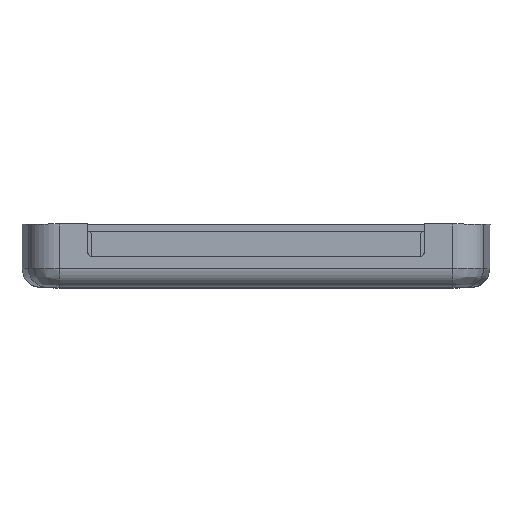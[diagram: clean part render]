
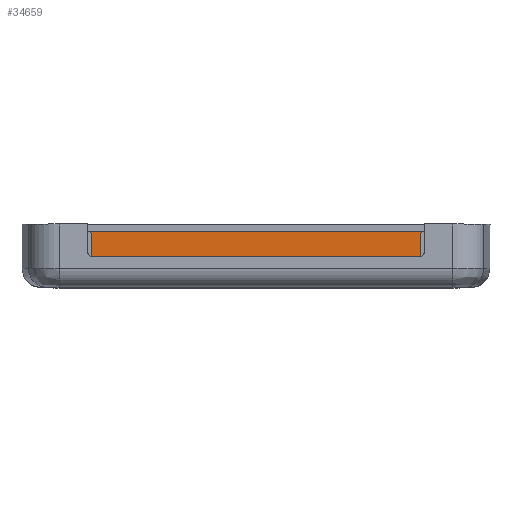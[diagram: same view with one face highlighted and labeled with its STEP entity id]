
A CAD part, top view. The second image highlights one B-rep face of the part: STEP entity #34659.
In plain terms, the highlighted planar face has unit normal (0, 0, 1).
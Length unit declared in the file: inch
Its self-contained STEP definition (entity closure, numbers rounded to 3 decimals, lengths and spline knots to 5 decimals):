
#441 = DIRECTION ( 'NONE',  ( 1., 0., 0. ) ) ;
#474 = VERTEX_POINT ( 'NONE', #36442 ) ;
#664 = DIRECTION ( 'NONE',  ( 1., 0., 0. ) ) ;
#891 = EDGE_CURVE ( 'NONE', #22354, #18823, #34970, .T. ) ;
#1411 = CARTESIAN_POINT ( 'NONE',  ( 1.431, 0.15, -2.0125 ) ) ;
#2776 = CARTESIAN_POINT ( 'NONE',  ( 0., 0.15, -2.0125 ) ) ;
#2828 = VERTEX_POINT ( 'NONE', #23419 ) ;
#2840 = LINE ( 'NONE', #27088, #25412 ) ;
#3026 = VECTOR ( 'NONE', #3426, 39.37008 ) ;
#3426 = DIRECTION ( 'NONE',  ( 0., -1., 0. ) ) ;
#3695 = CARTESIAN_POINT ( 'NONE',  ( -1.431, 0.25, -2.0125 ) ) ;
#3707 = VECTOR ( 'NONE', #8590, 39.37008 ) ;
#3991 = LINE ( 'NONE', #35559, #3026 ) ;
#4306 = EDGE_LOOP ( 'NONE', ( #6349, #34403, #19743, #23078, #23919, #33837, #23155, #6730, #21715, #32952, #14303, #24929 ) ) ;
#4328 = VERTEX_POINT ( 'NONE', #1411 ) ;
#4409 = VECTOR ( 'NONE', #664, 39.37008 ) ;
#4738 = CARTESIAN_POINT ( 'NONE',  ( -1.381, 0.4, -2.0125 ) ) ;
#4739 = VERTEX_POINT ( 'NONE', #13358 ) ;
#4964 = CARTESIAN_POINT ( 'NONE',  ( 0., 0.4, -2.0125 ) ) ;
#5407 = CARTESIAN_POINT ( 'NONE',  ( -1.55823, 0.15, -2.0125 ) ) ;
#6332 = VERTEX_POINT ( 'NONE', #34055 ) ;
#6349 = ORIENTED_EDGE ( 'NONE', *, *, #891, .T. ) ;
#6730 = ORIENTED_EDGE ( 'NONE', *, *, #30091, .T. ) ;
#7647 = LINE ( 'NONE', #4964, #30202 ) ;
#8590 = DIRECTION ( 'NONE',  ( 0., 1., 0. ) ) ;
#11296 = CARTESIAN_POINT ( 'NONE',  ( 0., 0.15, -2.0125 ) ) ;
#11311 = DIRECTION ( 'NONE',  ( 0., 1., 0. ) ) ;
#11329 = VECTOR ( 'NONE', #21851, 39.37008 ) ;
#11503 = VERTEX_POINT ( 'NONE', #5407 ) ;
#11718 = VERTEX_POINT ( 'NONE', #32758 ) ;
#12215 = LINE ( 'NONE', #30010, #4409 ) ;
#12390 = LINE ( 'NONE', #32267, #33064 ) ;
#12966 = EDGE_CURVE ( 'NONE', #4739, #32069, #16426, .T. ) ;
#13176 = DIRECTION ( 'NONE',  ( 1., 0., 0. ) ) ;
#13358 = CARTESIAN_POINT ( 'NONE',  ( -1.55823, 0.45, -2.0125 ) ) ;
#14303 = ORIENTED_EDGE ( 'NONE', *, *, #29714, .T. ) ;
#14613 = DIRECTION ( 'NONE',  ( 1., 0., 0. ) ) ;
#14633 = CARTESIAN_POINT ( 'NONE',  ( -1.431, 0.4, -2.0125 ) ) ;
#15105 = LINE ( 'NONE', #11296, #22050 ) ;
#15384 = DIRECTION ( 'NONE',  ( 0., 1., 0. ) ) ;
#16426 = LINE ( 'NONE', #29903, #31149 ) ;
#17730 = EDGE_CURVE ( 'NONE', #2828, #474, #28092, .T. ) ;
#17835 = VECTOR ( 'NONE', #11311, 39.37008 ) ;
#17976 = CARTESIAN_POINT ( 'NONE',  ( 1.431, 0.4, -2.0125 ) ) ;
#18823 = VERTEX_POINT ( 'NONE', #14633 ) ;
#18861 = CARTESIAN_POINT ( 'NONE',  ( 0., 0.3, -2.0125 ) ) ;
#19743 = ORIENTED_EDGE ( 'NONE', *, *, #30541, .F. ) ;
#20608 = DIRECTION ( 'NONE',  ( 0., -1., 0. ) ) ;
#20644 = FACE_OUTER_BOUND ( 'NONE', #4306, .T. ) ;
#21715 = ORIENTED_EDGE ( 'NONE', *, *, #37831, .T. ) ;
#21851 = DIRECTION ( 'NONE',  ( 1., 0., 0. ) ) ;
#22050 = VECTOR ( 'NONE', #37656, 39.37008 ) ;
#22354 = VERTEX_POINT ( 'NONE', #26369 ) ;
#23027 = VERTEX_POINT ( 'NONE', #17976 ) ;
#23078 = ORIENTED_EDGE ( 'NONE', *, *, #17730, .T. ) ;
#23155 = ORIENTED_EDGE ( 'NONE', *, *, #36658, .T. ) ;
#23419 = CARTESIAN_POINT ( 'NONE',  ( -1.381, 0.15, -2.0125 ) ) ;
#23919 = ORIENTED_EDGE ( 'NONE', *, *, #28626, .T. ) ;
#24581 = EDGE_CURVE ( 'NONE', #18823, #30929, #27907, .T. ) ;
#24747 = EDGE_CURVE ( 'NONE', #11718, #23027, #7647, .T. ) ;
#24790 = CARTESIAN_POINT ( 'NONE',  ( 0., 0.4, -2.0125 ) ) ;
#24929 = ORIENTED_EDGE ( 'NONE', *, *, #25069, .T. ) ;
#25069 = EDGE_CURVE ( 'NONE', #11503, #22354, #12215, .T. ) ;
#25412 = VECTOR ( 'NONE', #15384, 39.37008 ) ;
#25976 = CARTESIAN_POINT ( 'NONE',  ( -1.381, 0.25, -2.0125 ) ) ;
#26233 = VECTOR ( 'NONE', #27225, 39.37008 ) ;
#26369 = CARTESIAN_POINT ( 'NONE',  ( -1.431, 0.15, -2.0125 ) ) ;
#27088 = CARTESIAN_POINT ( 'NONE',  ( 1.55823, 0.3, -2.0125 ) ) ;
#27174 = LINE ( 'NONE', #32102, #3707 ) ;
#27225 = DIRECTION ( 'NONE',  ( 0., 1., 0. ) ) ;
#27831 = PLANE ( 'NONE',  #37683 ) ;
#27907 = LINE ( 'NONE', #24790, #11329 ) ;
#28092 = LINE ( 'NONE', #2776, #33119 ) ;
#28626 = EDGE_CURVE ( 'NONE', #474, #11718, #27174, .T. ) ;
#29714 = EDGE_CURVE ( 'NONE', #4739, #11503, #12390, .T. ) ;
#29903 = CARTESIAN_POINT ( 'NONE',  ( 0., 0.45, -2.0125 ) ) ;
#30010 = CARTESIAN_POINT ( 'NONE',  ( 0., 0.15, -2.0125 ) ) ;
#30091 = EDGE_CURVE ( 'NONE', #4328, #6332, #15105, .T. ) ;
#30202 = VECTOR ( 'NONE', #37221, 39.37008 ) ;
#30541 = EDGE_CURVE ( 'NONE', #2828, #30929, #31611, .T. ) ;
#30799 = DIRECTION ( 'NONE',  ( 0., 0., 1. ) ) ;
#30929 = VERTEX_POINT ( 'NONE', #4738 ) ;
#31149 = VECTOR ( 'NONE', #441, 39.37008 ) ;
#31611 = LINE ( 'NONE', #25976, #17835 ) ;
#32069 = VERTEX_POINT ( 'NONE', #34313 ) ;
#32102 = CARTESIAN_POINT ( 'NONE',  ( 1.381, 0.25, -2.0125 ) ) ;
#32267 = CARTESIAN_POINT ( 'NONE',  ( -1.55823, 0.3, -2.0125 ) ) ;
#32758 = CARTESIAN_POINT ( 'NONE',  ( 1.381, 0.4, -2.0125 ) ) ;
#32952 = ORIENTED_EDGE ( 'NONE', *, *, #12966, .F. ) ;
#33064 = VECTOR ( 'NONE', #20608, 39.37008 ) ;
#33119 = VECTOR ( 'NONE', #14613, 39.37008 ) ;
#33837 = ORIENTED_EDGE ( 'NONE', *, *, #24747, .T. ) ;
#34055 = CARTESIAN_POINT ( 'NONE',  ( 1.55823, 0.15, -2.0125 ) ) ;
#34313 = CARTESIAN_POINT ( 'NONE',  ( 1.55823, 0.45, -2.0125 ) ) ;
#34403 = ORIENTED_EDGE ( 'NONE', *, *, #24581, .T. ) ;
#34659 = ADVANCED_FACE ( 'NONE', ( #20644 ), #27831, .T. ) ;
#34970 = LINE ( 'NONE', #3695, #26233 ) ;
#35559 = CARTESIAN_POINT ( 'NONE',  ( 1.431, 0.3, -2.0125 ) ) ;
#36442 = CARTESIAN_POINT ( 'NONE',  ( 1.381, 0.15, -2.0125 ) ) ;
#36658 = EDGE_CURVE ( 'NONE', #23027, #4328, #3991, .T. ) ;
#37221 = DIRECTION ( 'NONE',  ( 1., 0., 0. ) ) ;
#37656 = DIRECTION ( 'NONE',  ( 1., 0., 0. ) ) ;
#37683 = AXIS2_PLACEMENT_3D ( 'NONE', #18861, #30799, #13176 ) ;
#37831 = EDGE_CURVE ( 'NONE', #6332, #32069, #2840, .T. ) ;
